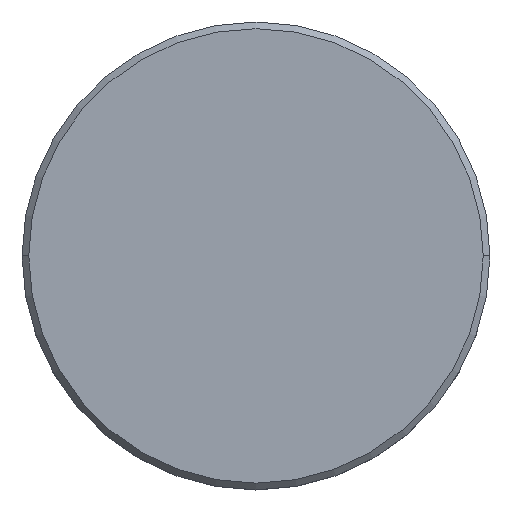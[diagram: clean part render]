
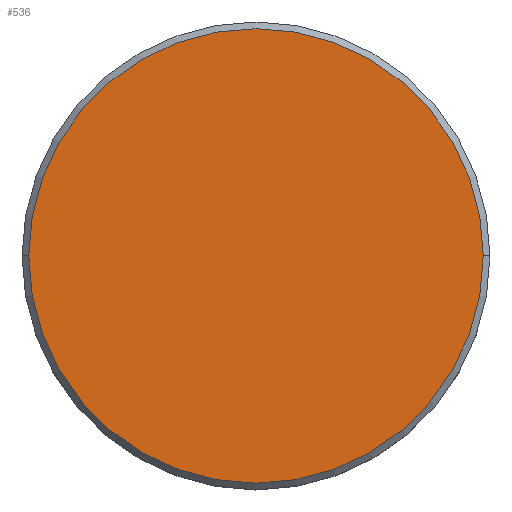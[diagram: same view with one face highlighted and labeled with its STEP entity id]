
A CAD part, top view. The second image highlights one B-rep face of the part: STEP entity #536.
In plain terms, the highlighted planar face has unit normal (0, 0, 1).
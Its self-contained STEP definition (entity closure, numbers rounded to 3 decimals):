
#35 = DIRECTION ( 'NONE',  ( 0., 0., 1. ) ) ;
#63 = CIRCLE ( 'NONE', #306, 17. ) ;
#122 = ORIENTED_EDGE ( 'NONE', *, *, #502, .T. ) ;
#175 = AXIS2_PLACEMENT_3D ( 'NONE', #596, #487, #226 ) ;
#226 = DIRECTION ( 'NONE',  ( 1., 0., 0. ) ) ;
#245 = EDGE_CURVE ( 'NONE', #816, #731, #1073, .T. ) ;
#286 = DIRECTION ( 'NONE',  ( 1., 0., 0. ) ) ;
#306 = AXIS2_PLACEMENT_3D ( 'NONE', #325, #410, #776 ) ;
#325 = CARTESIAN_POINT ( 'NONE',  ( 0., 0., 0. ) ) ;
#352 = FACE_OUTER_BOUND ( 'NONE', #578, .T. ) ;
#361 = CARTESIAN_POINT ( 'NONE',  ( 0., 0., 0. ) ) ;
#410 = DIRECTION ( 'NONE',  ( 0., 0., 1. ) ) ;
#487 = DIRECTION ( 'NONE',  ( 0., 0., 1. ) ) ;
#502 = EDGE_CURVE ( 'NONE', #731, #816, #63, .T. ) ;
#536 = ADVANCED_FACE ( 'NONE', ( #352 ), #618, .T. ) ;
#578 = EDGE_LOOP ( 'NONE', ( #122, #885 ) ) ;
#596 = CARTESIAN_POINT ( 'NONE',  ( 0., 0., 0. ) ) ;
#618 = PLANE ( 'NONE',  #647 ) ;
#647 = AXIS2_PLACEMENT_3D ( 'NONE', #361, #35, #286 ) ;
#731 = VERTEX_POINT ( 'NONE', #1163 ) ;
#776 = DIRECTION ( 'NONE',  ( 1., 0., 0. ) ) ;
#816 = VERTEX_POINT ( 'NONE', #900 ) ;
#885 = ORIENTED_EDGE ( 'NONE', *, *, #245, .T. ) ;
#900 = CARTESIAN_POINT ( 'NONE',  ( 17., 0., 0. ) ) ;
#1073 = CIRCLE ( 'NONE', #175, 17. ) ;
#1163 = CARTESIAN_POINT ( 'NONE',  ( -17., 0., 0. ) ) ;
